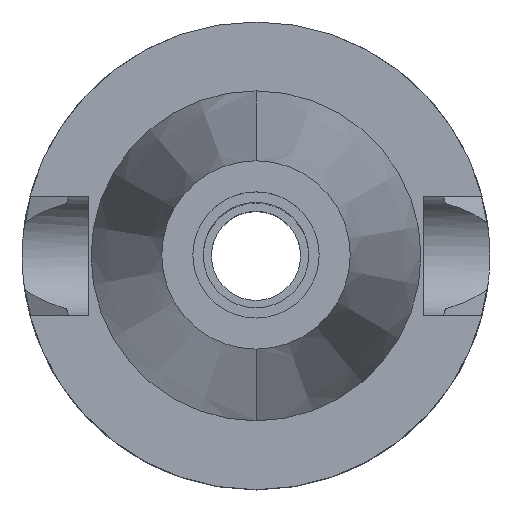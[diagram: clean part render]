
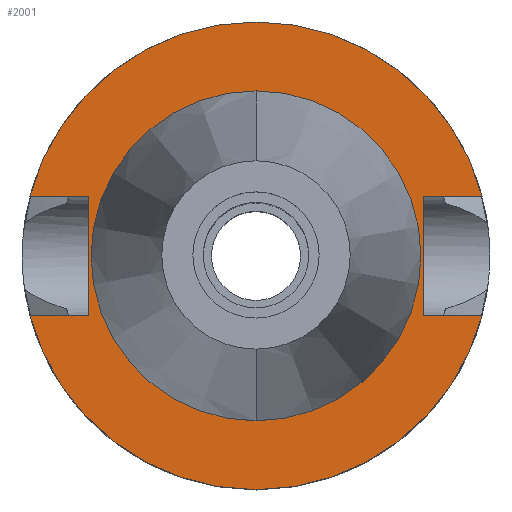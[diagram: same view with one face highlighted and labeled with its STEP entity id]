
A CAD part, top view. The second image highlights one B-rep face of the part: STEP entity #2001.
In plain terms, the highlighted planar face has unit normal (0, 0, 1).
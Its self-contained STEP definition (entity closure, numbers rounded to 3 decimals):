
#812=DIRECTION('',(1.,0.,0.));
#813=VECTOR('',#812,7.954);
#814=CARTESIAN_POINT('',(22.5,8.05,-1.));
#815=LINE('',#814,#813);
#859=DIRECTION('',(0.,1.,0.));
#860=VECTOR('',#859,16.1);
#861=CARTESIAN_POINT('',(-22.5,-8.05,-1.));
#862=LINE('',#861,#860);
#866=DIRECTION('',(-1.,0.,0.));
#867=VECTOR('',#866,7.954);
#868=CARTESIAN_POINT('',(-22.5,8.05,-1.));
#869=LINE('',#868,#867);
#873=CARTESIAN_POINT('',(0.,0.,-1.));
#874=DIRECTION('',(0.,0.,-1.));
#875=DIRECTION('',(-0.967,0.256,0.));
#876=AXIS2_PLACEMENT_3D('',#873,#874,#875);
#881=CARTESIAN_POINT('',(0.,0.,-1.));
#882=DIRECTION('',(0.,0.,-1.));
#883=DIRECTION('',(0.,1.,0.));
#884=AXIS2_PLACEMENT_3D('',#881,#882,#883);
#889=DIRECTION('',(0.,-1.,0.));
#890=VECTOR('',#889,16.1);
#891=CARTESIAN_POINT('',(22.5,8.05,-1.));
#892=LINE('',#891,#890);
#896=DIRECTION('',(1.,0.,0.));
#897=VECTOR('',#896,7.954);
#898=CARTESIAN_POINT('',(22.5,-8.05,-1.));
#899=LINE('',#898,#897);
#903=CARTESIAN_POINT('',(0.,0.,-1.));
#904=DIRECTION('',(0.,0.,-1.));
#905=DIRECTION('',(0.967,-0.256,0.));
#906=AXIS2_PLACEMENT_3D('',#903,#904,#905);
#911=CARTESIAN_POINT('',(0.,0.,-1.));
#912=DIRECTION('',(0.,0.,-1.));
#913=DIRECTION('',(0.,-1.,0.));
#914=AXIS2_PLACEMENT_3D('',#911,#912,#913);
#919=CARTESIAN_POINT('',(0.,0.,-1.));
#920=DIRECTION('',(0.,0.,1.));
#921=DIRECTION('',(0.,-1.,0.));
#922=AXIS2_PLACEMENT_3D('',#919,#920,#921);
#927=CARTESIAN_POINT('',(0.,0.,-1.));
#928=DIRECTION('',(0.,0.,1.));
#929=DIRECTION('',(0.,1.,0.));
#930=AXIS2_PLACEMENT_3D('',#927,#928,#929);
#965=DIRECTION('',(-1.,0.,0.));
#966=VECTOR('',#965,7.954);
#967=CARTESIAN_POINT('',(-22.5,-8.05,-1.));
#968=LINE('',#967,#966);
#1235=CARTESIAN_POINT('',(-22.5,-8.05,-1.));
#1236=VERTEX_POINT('',#1235);
#1237=CARTESIAN_POINT('',(-30.454,-8.05,-1.));
#1238=VERTEX_POINT('',#1237);
#1241=CARTESIAN_POINT('',(-22.5,8.05,-1.));
#1242=VERTEX_POINT('',#1241);
#1243=CARTESIAN_POINT('',(-30.454,8.05,-1.));
#1244=VERTEX_POINT('',#1243);
#1245=CARTESIAN_POINT('',(0.,31.5,-1.));
#1246=CARTESIAN_POINT('',(30.454,8.05,-1.));
#1247=VERTEX_POINT('',#1245);
#1248=VERTEX_POINT('',#1246);
#1249=CARTESIAN_POINT('',(22.5,8.05,-1.));
#1250=VERTEX_POINT('',#1249);
#1251=CARTESIAN_POINT('',(22.5,-8.05,-1.));
#1252=VERTEX_POINT('',#1251);
#1253=CARTESIAN_POINT('',(30.454,-8.05,-1.));
#1254=VERTEX_POINT('',#1253);
#1255=CARTESIAN_POINT('',(0.,-31.5,-1.));
#1256=VERTEX_POINT('',#1255);
#1257=CARTESIAN_POINT('',(0.,-22.225,-1.));
#1258=CARTESIAN_POINT('',(0.,22.225,-1.));
#1259=VERTEX_POINT('',#1257);
#1260=VERTEX_POINT('',#1258);
#1971=CARTESIAN_POINT('',(0.,0.,-1.));
#1972=DIRECTION('',(0.,0.,-1.));
#1973=DIRECTION('',(0.,-1.,0.));
#1974=AXIS2_PLACEMENT_3D('',#1971,#1972,#1973);
#1975=PLANE('',#1974);
#1977=ORIENTED_EDGE('',*,*,#1976,.T.);
#1978=ORIENTED_EDGE('',*,*,#1914,.T.);
#1980=ORIENTED_EDGE('',*,*,#1979,.T.);
#1982=ORIENTED_EDGE('',*,*,#1981,.T.);
#1983=ORIENTED_EDGE('',*,*,#1948,.F.);
#1984=ORIENTED_EDGE('',*,*,#1961,.T.);
#1986=ORIENTED_EDGE('',*,*,#1985,.T.);
#1988=ORIENTED_EDGE('',*,*,#1987,.T.);
#1990=ORIENTED_EDGE('',*,*,#1989,.T.);
#1992=ORIENTED_EDGE('',*,*,#1991,.F.);
#1993=EDGE_LOOP('',(#1977,#1978,#1980,#1982,#1983,#1984,#1986,#1988,#1990,
#1992));
#1994=FACE_OUTER_BOUND('',#1993,.F.);
#1996=ORIENTED_EDGE('',*,*,#1995,.T.);
#1998=ORIENTED_EDGE('',*,*,#1997,.T.);
#1999=EDGE_LOOP('',(#1996,#1998));
#2000=FACE_BOUND('',#1999,.F.);
#877=CIRCLE('',#876,31.5);
#885=CIRCLE('',#884,31.5);
#907=CIRCLE('',#906,31.5);
#915=CIRCLE('',#914,31.5);
#923=CIRCLE('',#922,22.225);
#931=CIRCLE('',#930,22.225);
#1914=EDGE_CURVE('',#1242,#1244,#869,.T.);
#1948=EDGE_CURVE('',#1250,#1248,#815,.T.);
#1961=EDGE_CURVE('',#1250,#1252,#892,.T.);
#1976=EDGE_CURVE('',#1236,#1242,#862,.T.);
#1979=EDGE_CURVE('',#1244,#1247,#877,.T.);
#1981=EDGE_CURVE('',#1247,#1248,#885,.T.);
#1985=EDGE_CURVE('',#1252,#1254,#899,.T.);
#1987=EDGE_CURVE('',#1254,#1256,#907,.T.);
#1989=EDGE_CURVE('',#1256,#1238,#915,.T.);
#1991=EDGE_CURVE('',#1236,#1238,#968,.T.);
#1995=EDGE_CURVE('',#1259,#1260,#923,.T.);
#1997=EDGE_CURVE('',#1260,#1259,#931,.T.);
#2001=ADVANCED_FACE('',(#1994,#2000),#1975,.F.);
